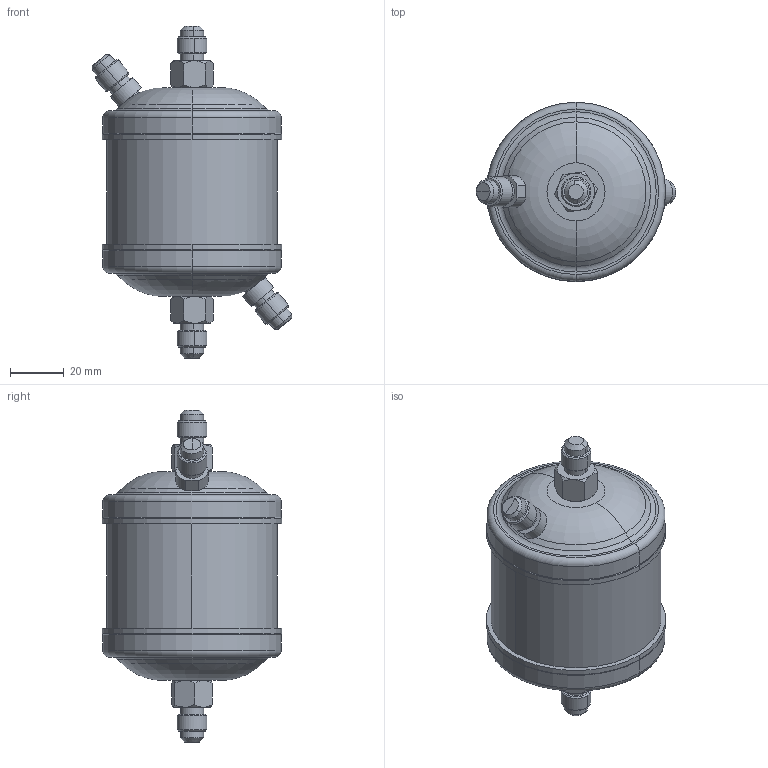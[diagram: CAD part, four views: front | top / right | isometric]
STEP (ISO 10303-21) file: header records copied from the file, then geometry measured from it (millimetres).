
FILE_DESCRIPTION (( 'STEP AP203' ), '1' );
FILE_NAME ('023Z1051R - DAS 052VV.STEP', '2023-05-29T05:34:30', ( '' ), ( '' ), 'SwSTEP 2.0', 'SolidWorks 2020', '' );
FILE_SCHEMA (( 'CONFIG_CONTROL_DESIGN' ));
Length unit declared in the file: millimetre
Products named in the file (1): 023Z1051R - DAS 052VV
Bounding box: 74.7 x 67 x 124 mm (x, y, z)
Volume: 237255.2 mm3; surface area: 23722.2 mm2
Topology: 1 solids, 1 shells, 154 faces, 324 edges, 193 vertices
Faces by surface type: cone 54, cylinder 44, plane 40, torus 16
Entity records: 4543 total; most frequent: CARTESIAN_POINT 1154, DIRECTION 744, ORIENTED_EDGE 644, AXIS2_PLACEMENT_3D 323, EDGE_CURVE 322, VERTEX_POINT 193, EDGE_LOOP 177, CIRCLE 168
